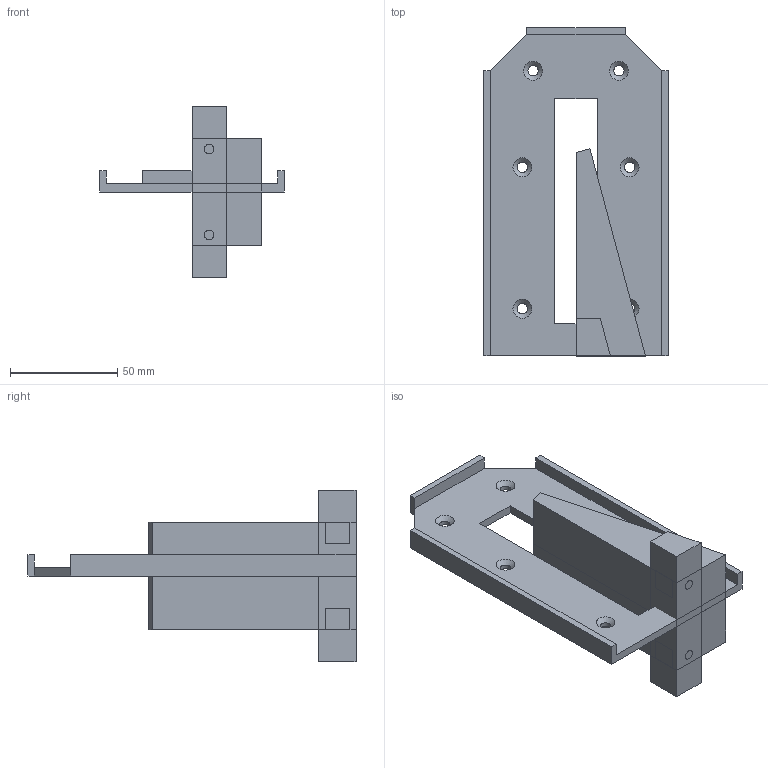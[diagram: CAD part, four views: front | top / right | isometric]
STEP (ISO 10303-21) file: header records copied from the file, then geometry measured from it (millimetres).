
FILE_DESCRIPTION(('FreeCAD Model'),'2;1');
FILE_NAME('Open CASCADE Shape Model','2026-01-01T22:58:14',('Author'),( ''),'Open CASCADE STEP processor 7.8','FreeCAD','Unknown');
FILE_SCHEMA(('AUTOMOTIVE_DESIGN { 1 0 10303 214 1 1 1 1 }'));
Length unit declared in the file: millimetre
Products named in the file (8): otwor_kieszeniowy_v2; stopka; Zawartość001; suwnica; Zawartość; noga-lewa; noga_lewa; noga_prawa (Mirror #1)
Assembly tree (7 placements, depth 3):
  otwor_kieszeniowy_v2
    stopka
      Zawartość001
    suwnica
      Zawartość
    noga-lewa
      noga_lewa
    noga_prawa (Mirror #1)
Bounding box: 86 x 153 x 80 mm (x, y, z)
Volume: 156010.6 mm3; surface area: 53592 mm2
Topology: 4 solids, 4 shells, 70 faces, 172 edges, 110 vertices
Faces by surface type: plane 48, cylinder 12, cone 10
Full cylindrical faces by diameter (mm): 4.5 x6, 4.8 x6
Entity records: 2230 total; most frequent: CARTESIAN_POINT 356, DIRECTION 354, ORIENTED_EDGE 336, EDGE_CURVE 168, LINE 138, VECTOR 138, VERTEX_POINT 110, AXIS2_PLACEMENT_3D 108
